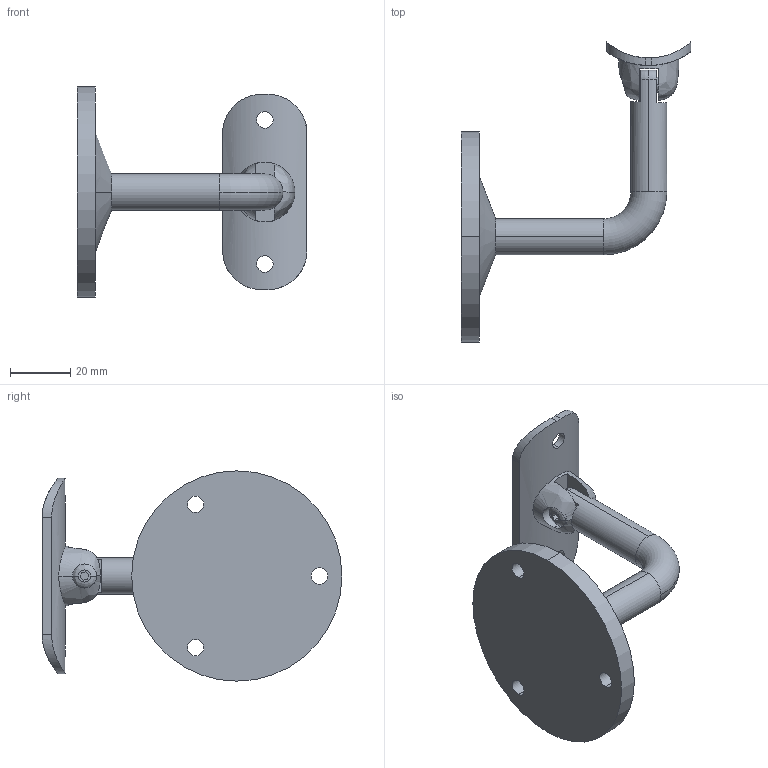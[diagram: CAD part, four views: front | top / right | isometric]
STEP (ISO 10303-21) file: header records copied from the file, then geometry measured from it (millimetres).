
FILE_DESCRIPTION (( 'STEP AP203' ), '1' );
FILE_NAME ('GW_2822_42.4_188851405.STEP', '2024-11-12T09:58:08', ( '' ), ( '' ), 'SwSTEP 2.0', 'SolidWorks 2023', '' );
FILE_SCHEMA (( 'CONFIG_CONTROL_DESIGN' ));
Length unit declared in the file: millimetre
Products named in the file (1): GW_2822_42.4_188851405
Bounding box: 76.53 x 99.83 x 70 mm (x, y, z)
Volume: 42926.2 mm3; surface area: 18320.4 mm2
Topology: 3 solids, 3 shells, 78 faces, 191 edges, 124 vertices
Faces by surface type: cylinder 30, plane 26, cone 12, torus 6, bspline 4
Entity records: 3177 total; most frequent: CARTESIAN_POINT 1241, DIRECTION 386, ORIENTED_EDGE 382, EDGE_CURVE 191, AXIS2_PLACEMENT_3D 155, VERTEX_POINT 124, EDGE_LOOP 97, CIRCLE 80
